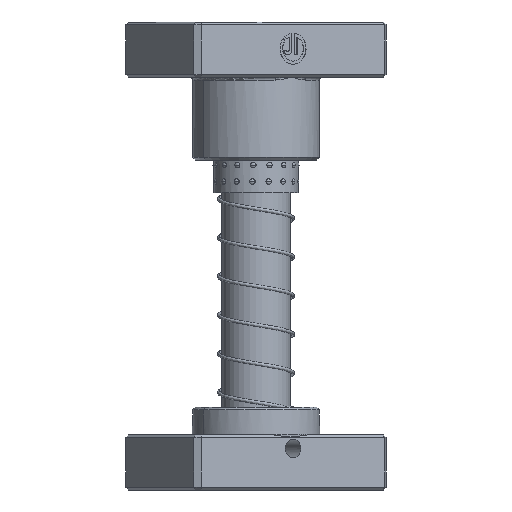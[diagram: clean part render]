
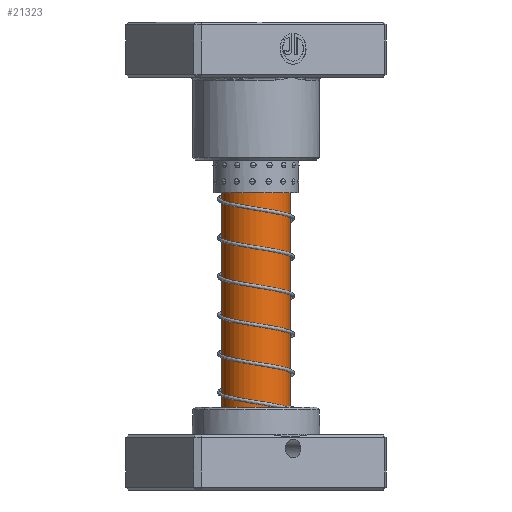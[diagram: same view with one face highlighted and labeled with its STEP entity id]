
A CAD part, front view. The second image highlights one B-rep face of the part: STEP entity #21323.
In plain terms, the highlighted cylindrical face has radius 12.5 mm (diameter 25 mm), a partial arc.
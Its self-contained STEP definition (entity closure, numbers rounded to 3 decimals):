
#859 = EDGE_CURVE ( 'NONE', #4538, #924, #12921, .T. ) ;
#924 = VERTEX_POINT ( 'NONE', #37802 ) ;
#1212 = VERTEX_POINT ( 'NONE', #34562 ) ;
#1331 = DIRECTION ( 'NONE',  ( 0., 0., -1. ) ) ;
#4342 = CYLINDRICAL_SURFACE ( 'NONE', #15490, 12.5 ) ;
#4538 = VERTEX_POINT ( 'NONE', #20645 ) ;
#5227 = LINE ( 'NONE', #13486, #30553 ) ;
#7598 = DIRECTION ( 'NONE',  ( 0., 0., -1. ) ) ;
#7838 = VECTOR ( 'NONE', #37921, 1000. ) ;
#7920 = DIRECTION ( 'NONE',  ( -1., 0., 0. ) ) ;
#8111 = EDGE_CURVE ( 'NONE', #21098, #924, #5227, .T. ) ;
#11842 = EDGE_CURVE ( 'NONE', #1212, #4538, #34218, .T. ) ;
#12921 = CIRCLE ( 'NONE', #16922, 12.5 ) ;
#13486 = CARTESIAN_POINT ( 'NONE',  ( -12.5, 0., 140. ) ) ;
#15475 = ORIENTED_EDGE ( 'NONE', *, *, #37333, .T. ) ;
#15490 = AXIS2_PLACEMENT_3D ( 'NONE', #31058, #27725, #7920 ) ;
#16821 = DIRECTION ( 'NONE',  ( 0., 0., -1. ) ) ;
#16922 = AXIS2_PLACEMENT_3D ( 'NONE', #21157, #1331, #24468 ) ;
#19396 = CIRCLE ( 'NONE', #39486, 12.5 ) ;
#20645 = CARTESIAN_POINT ( 'NONE',  ( 12.5, 0., 19. ) ) ;
#21098 = VERTEX_POINT ( 'NONE', #26589 ) ;
#21157 = CARTESIAN_POINT ( 'NONE',  ( 0., 0., 19. ) ) ;
#21323 = ADVANCED_FACE ( 'NONE', ( #21946 ), #4342, .T. ) ;
#21420 = CARTESIAN_POINT ( 'NONE',  ( 12.5, 0., 140. ) ) ;
#21946 = FACE_OUTER_BOUND ( 'NONE', #36197, .T. ) ;
#22848 = ORIENTED_EDGE ( 'NONE', *, *, #11842, .F. ) ;
#24468 = DIRECTION ( 'NONE',  ( -1., 0., 0. ) ) ;
#26589 = CARTESIAN_POINT ( 'NONE',  ( -12.5, 0., 137.5 ) ) ;
#27397 = CARTESIAN_POINT ( 'NONE',  ( 0., 0., 137.5 ) ) ;
#27725 = DIRECTION ( 'NONE',  ( 0., 0., -1. ) ) ;
#30553 = VECTOR ( 'NONE', #16821, 1000. ) ;
#30737 = DIRECTION ( 'NONE',  ( 1., 0., 0. ) ) ;
#31058 = CARTESIAN_POINT ( 'NONE',  ( 0., 0., 140. ) ) ;
#33176 = ORIENTED_EDGE ( 'NONE', *, *, #859, .F. ) ;
#34218 = LINE ( 'NONE', #21420, #7838 ) ;
#34562 = CARTESIAN_POINT ( 'NONE',  ( 12.5, 0., 137.5 ) ) ;
#36197 = EDGE_LOOP ( 'NONE', ( #22848, #15475, #39670, #33176 ) ) ;
#37333 = EDGE_CURVE ( 'NONE', #1212, #21098, #19396, .T. ) ;
#37802 = CARTESIAN_POINT ( 'NONE',  ( -12.5, 0., 19. ) ) ;
#37921 = DIRECTION ( 'NONE',  ( 0., 0., -1. ) ) ;
#39486 = AXIS2_PLACEMENT_3D ( 'NONE', #27397, #7598, #30737 ) ;
#39670 = ORIENTED_EDGE ( 'NONE', *, *, #8111, .T. ) ;
